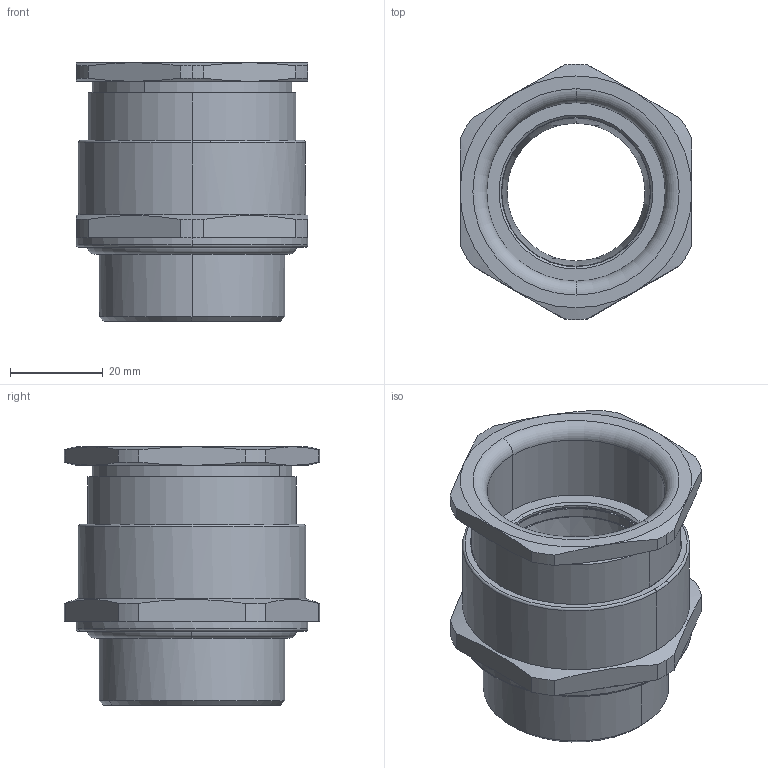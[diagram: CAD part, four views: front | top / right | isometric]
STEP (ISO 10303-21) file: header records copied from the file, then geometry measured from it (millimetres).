
FILE_DESCRIPTION(('CATIA V5 STEP Exchange','CAx-IF Rec.Pracs.--- Model Styling and Organization---1.4--- 2014-01-23'),'2;1');
FILE_NAME ('376665-2_1_1186930000_1186930000.stp','2020-12-07T08:18:02+00:00',('none'),('Weidmueller'),'CATIA Version 5-6 Release 2016 SP3 HF44','CATIA V5 STEP AP214','none');
FILE_SCHEMA(('AUTOMOTIVE_DESIGN { 1 0 10303 214 1 1 1 1 }'));
Length unit declared in the file: millimetre
Products named in the file (1): A2LF_M40-M40
Bounding box: 50 x 55 x 55.75 mm (x, y, z)
Volume: 41419.7 mm3; surface area: 25508.2 mm2
Topology: 3 solids, 3 shells, 138 faces, 338 edges, 212 vertices
Faces by surface type: cylinder 44, cone 40, plane 30, torus 24
Entity records: 3972 total; most frequent: CARTESIAN_POINT 906, ORIENTED_EDGE 676, DIRECTION 511, EDGE_CURVE 338, AXIS2_PLACEMENT_3D 303, VERTEX_POINT 212, CIRCLE 193, EDGE_LOOP 150
